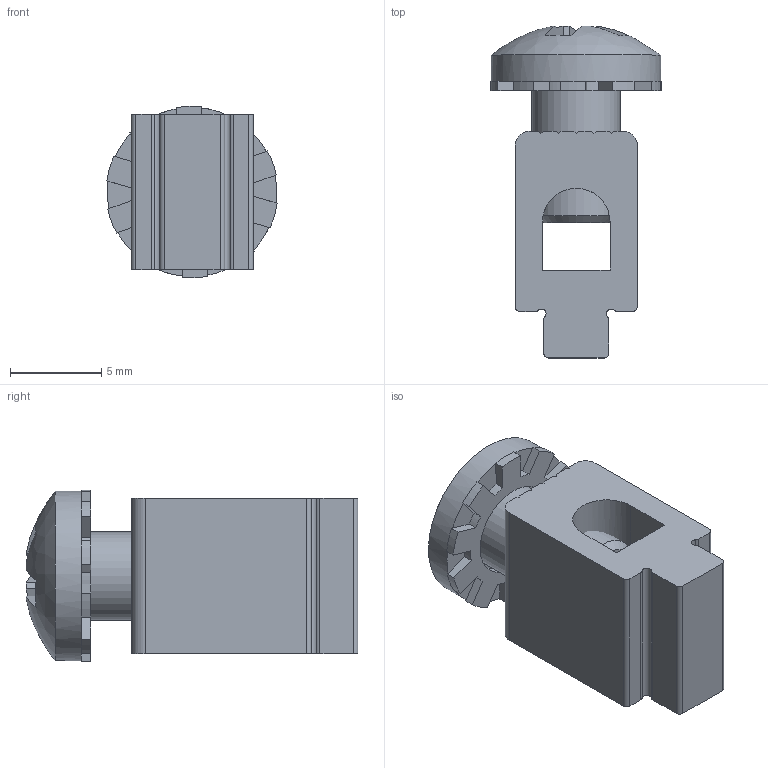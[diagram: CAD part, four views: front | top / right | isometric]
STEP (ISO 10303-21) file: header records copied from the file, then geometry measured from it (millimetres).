
FILE_DESCRIPTION(/* description */ (''),/* implementation_level */ '2;1');
FILE_NAME(/* name */ 'B10-PCB-RLM.stp',/* time_stamp */ '2015-11-30T14:00:32-05:00',/* author */ ('tsmith'),/* organization */ (''),/* preprocessor_version */ 'ST-DEVELOPER v15.6',/* originating_system */ 'Autodesk Inventor 2015',/* authorisation */ '');
FILE_SCHEMA (('AUTOMOTIVE_DESIGN { 1 0 10303 214 3 1 1 }'));
Length unit declared in the file: inch
Products named in the file (3): B10-PCB; 10-32 Phillips Domed with Locking Washer; B10-PCB-RLM
Assembly tree (2 placements, depth 2):
  B10-PCB-RLM
    B10-PCB
    10-32 Phillips Domed with Locking Washer
Bounding box: 9.32 x 18.16 x 9.4 mm (x, y, z)
Volume: 749.9 mm3; surface area: 947.4 mm2
Topology: 2 solids, 2 shells, 150 faces, 416 edges, 270 vertices
Faces by surface type: plane 108, cylinder 38, cone 3, bspline 1
Full cylindrical faces by diameter (mm): 3.962 x1, 4.826 x1, 5.156 x1, 9.271 x1
Entity records: 4874 total; most frequent: CARTESIAN_POINT 1023, ORIENTED_EDGE 808, DIRECTION 778, EDGE_CURVE 404, VERTEX_POINT 265, AXIS2_PLACEMENT_3D 260, LINE 258, VECTOR 258
